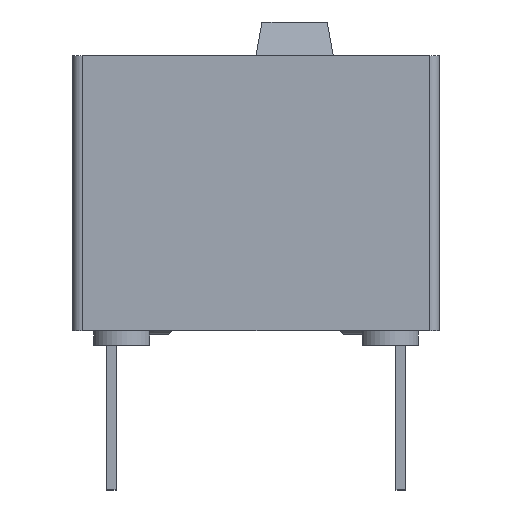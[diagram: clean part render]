
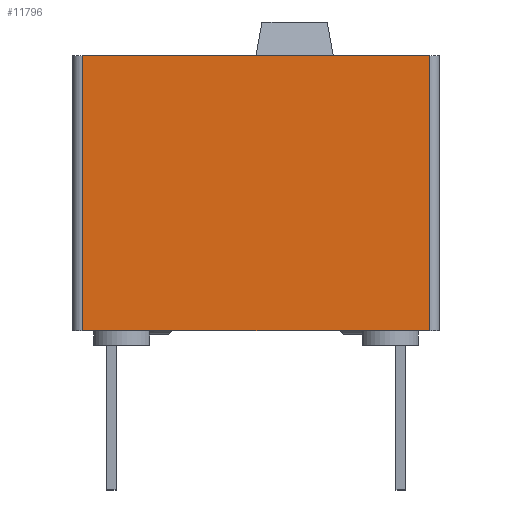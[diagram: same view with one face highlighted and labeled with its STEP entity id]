
A CAD part, left-side view. The second image highlights one B-rep face of the part: STEP entity #11796.
In plain terms, the highlighted planar face has unit normal (-1, 0, 0).
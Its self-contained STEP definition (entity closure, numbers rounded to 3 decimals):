
#172 = EDGE_CURVE ( 'NONE', #17940, #7812, #28067, .T. ) ;
#2073 = ORIENTED_EDGE ( 'NONE', *, *, #30221, .T. ) ;
#2212 = LINE ( 'NONE', #12111, #3748 ) ;
#2379 = CARTESIAN_POINT ( 'NONE',  ( 0., -0.25, -7.239 ) ) ;
#2571 = CARTESIAN_POINT ( 'NONE',  ( 0., -0.25, -7.239 ) ) ;
#3017 = VERTEX_POINT ( 'NONE', #26159 ) ;
#3094 = AXIS2_PLACEMENT_3D ( 'NONE', #9901, #4557, #19488 ) ;
#3748 = VECTOR ( 'NONE', #26140, 1000. ) ;
#3867 = DIRECTION ( 'NONE',  ( 0., -1., 0. ) ) ;
#4123 = VECTOR ( 'NONE', #13515, 1000. ) ;
#4286 = VERTEX_POINT ( 'NONE', #28362 ) ;
#4557 = DIRECTION ( 'NONE',  ( -1., 0., 0. ) ) ;
#5990 = CARTESIAN_POINT ( 'NONE',  ( 0., -0.25, -7.239 ) ) ;
#7647 = VECTOR ( 'NONE', #3867, 1000. ) ;
#7812 = VERTEX_POINT ( 'NONE', #29561 ) ;
#9004 = CARTESIAN_POINT ( 'NONE',  ( 0., -9.402, -7.239 ) ) ;
#9013 = DIRECTION ( 'NONE',  ( 0., 0., 1. ) ) ;
#9158 = DIRECTION ( 'NONE',  ( 0., 0., 1. ) ) ;
#9901 = CARTESIAN_POINT ( 'NONE',  ( 0., -0.25, -7.239 ) ) ;
#11796 = ADVANCED_FACE ( 'NONE', ( #18410 ), #23592, .T. ) ;
#12038 = VERTEX_POINT ( 'NONE', #13347 ) ;
#12111 = CARTESIAN_POINT ( 'NONE',  ( 0., -0.25, 0. ) ) ;
#12117 = CARTESIAN_POINT ( 'NONE',  ( 0., -9.402, -7.239 ) ) ;
#12590 = EDGE_CURVE ( 'NONE', #28841, #3017, #16254, .T. ) ;
#13318 = CARTESIAN_POINT ( 'NONE',  ( 0., -0.25, -7.239 ) ) ;
#13340 = ORIENTED_EDGE ( 'NONE', *, *, #27796, .T. ) ;
#13347 = CARTESIAN_POINT ( 'NONE',  ( 0., -1.295, -7.239 ) ) ;
#13515 = DIRECTION ( 'NONE',  ( 0., -1., 0. ) ) ;
#15332 = ORIENTED_EDGE ( 'NONE', *, *, #28759, .T. ) ;
#15935 = EDGE_CURVE ( 'NONE', #3017, #7812, #2212, .T. ) ;
#16254 = LINE ( 'NONE', #2379, #19677 ) ;
#16550 = VECTOR ( 'NONE', #9158, 1000. ) ;
#17349 = ORIENTED_EDGE ( 'NONE', *, *, #15935, .F. ) ;
#17940 = VERTEX_POINT ( 'NONE', #12117 ) ;
#18337 = LINE ( 'NONE', #13318, #7647 ) ;
#18410 = FACE_OUTER_BOUND ( 'NONE', #30579, .T. ) ;
#18437 = ORIENTED_EDGE ( 'NONE', *, *, #12590, .F. ) ;
#19488 = DIRECTION ( 'NONE',  ( 0., -1., 0. ) ) ;
#19677 = VECTOR ( 'NONE', #9013, 1000. ) ;
#21030 = CARTESIAN_POINT ( 'NONE',  ( 0., -0.25, -7.239 ) ) ;
#23298 = DIRECTION ( 'NONE',  ( 0., -1., 0. ) ) ;
#23592 = PLANE ( 'NONE',  #3094 ) ;
#23723 = LINE ( 'NONE', #21030, #4123 ) ;
#23898 = ORIENTED_EDGE ( 'NONE', *, *, #172, .T. ) ;
#25929 = VECTOR ( 'NONE', #23298, 1000. ) ;
#26140 = DIRECTION ( 'NONE',  ( 0., -1., 0. ) ) ;
#26159 = CARTESIAN_POINT ( 'NONE',  ( 0., -0.25, 0. ) ) ;
#26959 = LINE ( 'NONE', #5990, #25929 ) ;
#27796 = EDGE_CURVE ( 'NONE', #4286, #17940, #23723, .T. ) ;
#28067 = LINE ( 'NONE', #9004, #16550 ) ;
#28362 = CARTESIAN_POINT ( 'NONE',  ( 0., -8.357, -7.239 ) ) ;
#28759 = EDGE_CURVE ( 'NONE', #12038, #4286, #18337, .T. ) ;
#28841 = VERTEX_POINT ( 'NONE', #2571 ) ;
#29561 = CARTESIAN_POINT ( 'NONE',  ( 0., -9.402, 0. ) ) ;
#30221 = EDGE_CURVE ( 'NONE', #28841, #12038, #26959, .T. ) ;
#30579 = EDGE_LOOP ( 'NONE', ( #17349, #18437, #2073, #15332, #13340, #23898 ) ) ;
